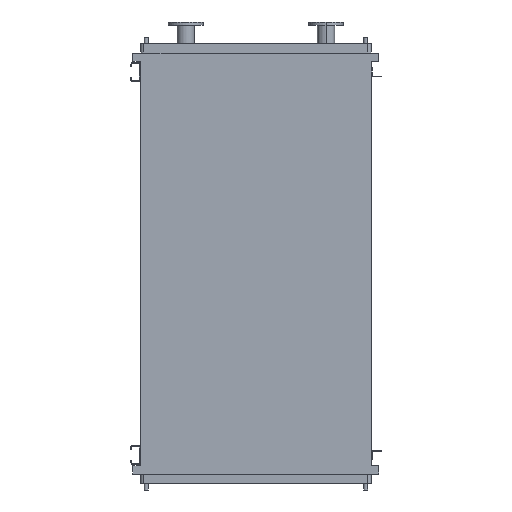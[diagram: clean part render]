
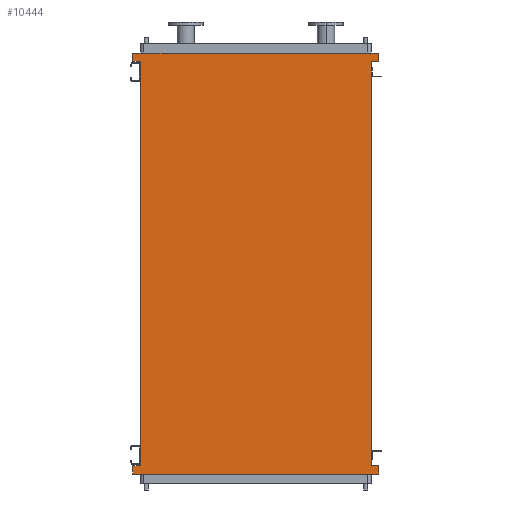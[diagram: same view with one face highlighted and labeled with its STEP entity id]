
A CAD part, front view. The second image highlights one B-rep face of the part: STEP entity #10444.
In plain terms, the highlighted planar face has unit normal (0, -1, 0).
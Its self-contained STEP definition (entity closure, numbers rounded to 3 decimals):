
#173 = LINE ( 'NONE', #2435, #8395 ) ;
#218 = ORIENTED_EDGE ( 'NONE', *, *, #7169, .F. ) ;
#248 = CARTESIAN_POINT ( 'NONE',  ( 771., 0., 43. ) ) ;
#418 = VERTEX_POINT ( 'NONE', #5373 ) ;
#522 = CARTESIAN_POINT ( 'NONE',  ( 725., 0., 43. ) ) ;
#1150 = VECTOR ( 'NONE', #8100, 1000. ) ;
#1174 = VECTOR ( 'NONE', #5677, 1000. ) ;
#1434 = DIRECTION ( 'NONE',  ( 0., -1., 0. ) ) ;
#1462 = ORIENTED_EDGE ( 'NONE', *, *, #3229, .F. ) ;
#1629 = VERTEX_POINT ( 'NONE', #248 ) ;
#2036 = ORIENTED_EDGE ( 'NONE', *, *, #4112, .F. ) ;
#2107 = VECTOR ( 'NONE', #10134, 1000. ) ;
#2277 = DIRECTION ( 'NONE',  ( 1., 0., 0. ) ) ;
#2386 = VECTOR ( 'NONE', #6674, 1000. ) ;
#2435 = CARTESIAN_POINT ( 'NONE',  ( 771., 0., 43. ) ) ;
#2662 = CARTESIAN_POINT ( 'NONE',  ( 771., 0., 95. ) ) ;
#2843 = DIRECTION ( 'NONE',  ( -1., 0., 0. ) ) ;
#2999 = CARTESIAN_POINT ( 'NONE',  ( -771., 0., 95. ) ) ;
#3120 = VECTOR ( 'NONE', #8642, 1000. ) ;
#3181 = DIRECTION ( 'NONE',  ( 0., 0., -1. ) ) ;
#3229 = EDGE_CURVE ( 'NONE', #7521, #5798, #10409, .T. ) ;
#3325 = CARTESIAN_POINT ( 'NONE',  ( 725., 0., -2450. ) ) ;
#3381 = EDGE_CURVE ( 'NONE', #1629, #6013, #9795, .T. ) ;
#3660 = VECTOR ( 'NONE', #6244, 1000. ) ;
#3666 = VECTOR ( 'NONE', #7074, 1000. ) ;
#4032 = VECTOR ( 'NONE', #2843, 1000. ) ;
#4040 = LINE ( 'NONE', #5731, #2386 ) ;
#4112 = EDGE_CURVE ( 'NONE', #5120, #8607, #7797, .T. ) ;
#4509 = CARTESIAN_POINT ( 'NONE',  ( 771., 0., -2545. ) ) ;
#4672 = ORIENTED_EDGE ( 'NONE', *, *, #6420, .F. ) ;
#4743 = EDGE_CURVE ( 'NONE', #10641, #7521, #6064, .T. ) ;
#4881 = CARTESIAN_POINT ( 'NONE',  ( -771., 0., -2493. ) ) ;
#4884 = CARTESIAN_POINT ( 'NONE',  ( -725., 0., -2450. ) ) ;
#5039 = EDGE_CURVE ( 'NONE', #9441, #10641, #9883, .T. ) ;
#5070 = EDGE_CURVE ( 'NONE', #6581, #8273, #4040, .T. ) ;
#5120 = VERTEX_POINT ( 'NONE', #4881 ) ;
#5133 = CARTESIAN_POINT ( 'NONE',  ( -771., 0., 43. ) ) ;
#5347 = CARTESIAN_POINT ( 'NONE',  ( 771., 0., 95. ) ) ;
#5373 = CARTESIAN_POINT ( 'NONE',  ( 725., 0., -2493. ) ) ;
#5398 = EDGE_CURVE ( 'NONE', #6465, #5120, #8084, .T. ) ;
#5419 = ORIENTED_EDGE ( 'NONE', *, *, #10937, .T. ) ;
#5451 = ORIENTED_EDGE ( 'NONE', *, *, #3381, .F. ) ;
#5609 = DIRECTION ( 'NONE',  ( -1., 0., 0. ) ) ;
#5677 = DIRECTION ( 'NONE',  ( 0., 0., 1. ) ) ;
#5731 = CARTESIAN_POINT ( 'NONE',  ( 771., 0., -2493. ) ) ;
#5780 = CARTESIAN_POINT ( 'NONE',  ( -771., 0., -2545. ) ) ;
#5798 = VERTEX_POINT ( 'NONE', #2662 ) ;
#5906 = EDGE_CURVE ( 'NONE', #8273, #6465, #7227, .T. ) ;
#6013 = VERTEX_POINT ( 'NONE', #522 ) ;
#6064 = LINE ( 'NONE', #6172, #3120 ) ;
#6172 = CARTESIAN_POINT ( 'NONE',  ( -771., 0., 95. ) ) ;
#6209 = VECTOR ( 'NONE', #2277, 1000. ) ;
#6224 = EDGE_LOOP ( 'NONE', ( #5419, #5451, #11079, #1462, #7483, #10223, #4672, #2036, #9715, #7660, #8737, #218 ) ) ;
#6229 = CARTESIAN_POINT ( 'NONE',  ( 771., 0., -2493. ) ) ;
#6244 = DIRECTION ( 'NONE',  ( 1., 0., 0. ) ) ;
#6420 = EDGE_CURVE ( 'NONE', #8607, #9441, #7371, .T. ) ;
#6435 = AXIS2_PLACEMENT_3D ( 'NONE', #9822, #1434, #3181 ) ;
#6465 = VERTEX_POINT ( 'NONE', #5780 ) ;
#6552 = FACE_OUTER_BOUND ( 'NONE', #6224, .T. ) ;
#6581 = VERTEX_POINT ( 'NONE', #6229 ) ;
#6648 = LINE ( 'NONE', #7286, #6209 ) ;
#6668 = CARTESIAN_POINT ( 'NONE',  ( -725., 0., 43. ) ) ;
#6674 = DIRECTION ( 'NONE',  ( 0., 0., -1. ) ) ;
#6775 = DIRECTION ( 'NONE',  ( 1., 0., 0. ) ) ;
#7074 = DIRECTION ( 'NONE',  ( 0., 0., 1. ) ) ;
#7169 = EDGE_CURVE ( 'NONE', #418, #6581, #6648, .T. ) ;
#7227 = LINE ( 'NONE', #8851, #4032 ) ;
#7286 = CARTESIAN_POINT ( 'NONE',  ( 725., 0., -2493. ) ) ;
#7371 = LINE ( 'NONE', #4884, #1174 ) ;
#7483 = ORIENTED_EDGE ( 'NONE', *, *, #4743, .F. ) ;
#7510 = DIRECTION ( 'NONE',  ( 0., 0., -1. ) ) ;
#7521 = VERTEX_POINT ( 'NONE', #2999 ) ;
#7660 = ORIENTED_EDGE ( 'NONE', *, *, #5906, .F. ) ;
#7797 = LINE ( 'NONE', #9419, #10290 ) ;
#8084 = LINE ( 'NONE', #8868, #3666 ) ;
#8100 = DIRECTION ( 'NONE',  ( -1., 0., 0. ) ) ;
#8273 = VERTEX_POINT ( 'NONE', #4509 ) ;
#8395 = VECTOR ( 'NONE', #7510, 1000. ) ;
#8436 = CARTESIAN_POINT ( 'NONE',  ( -725., 0., -2493. ) ) ;
#8607 = VERTEX_POINT ( 'NONE', #8436 ) ;
#8642 = DIRECTION ( 'NONE',  ( 0., 0., 1. ) ) ;
#8737 = ORIENTED_EDGE ( 'NONE', *, *, #5070, .F. ) ;
#8851 = CARTESIAN_POINT ( 'NONE',  ( 771., 0., -2545. ) ) ;
#8868 = CARTESIAN_POINT ( 'NONE',  ( -771., 0., -2545. ) ) ;
#9419 = CARTESIAN_POINT ( 'NONE',  ( -771., 0., -2493. ) ) ;
#9441 = VERTEX_POINT ( 'NONE', #6668 ) ;
#9715 = ORIENTED_EDGE ( 'NONE', *, *, #5398, .F. ) ;
#9795 = LINE ( 'NONE', #10583, #1150 ) ;
#9822 = CARTESIAN_POINT ( 'NONE',  ( -725., 0., -2450. ) ) ;
#9827 = EDGE_CURVE ( 'NONE', #5798, #1629, #173, .T. ) ;
#9883 = LINE ( 'NONE', #10572, #10843 ) ;
#10134 = DIRECTION ( 'NONE',  ( 0., 0., 1. ) ) ;
#10223 = ORIENTED_EDGE ( 'NONE', *, *, #5039, .F. ) ;
#10290 = VECTOR ( 'NONE', #6775, 1000. ) ;
#10409 = LINE ( 'NONE', #5347, #3660 ) ;
#10444 = ADVANCED_FACE ( 'NONE', ( #6552 ), #10774, .T. ) ;
#10572 = CARTESIAN_POINT ( 'NONE',  ( -771., 0., 43. ) ) ;
#10583 = CARTESIAN_POINT ( 'NONE',  ( 725., 0., 43. ) ) ;
#10641 = VERTEX_POINT ( 'NONE', #5133 ) ;
#10774 = PLANE ( 'NONE',  #6435 ) ;
#10843 = VECTOR ( 'NONE', #5609, 1000. ) ;
#10937 = EDGE_CURVE ( 'NONE', #418, #6013, #11136, .T. ) ;
#11079 = ORIENTED_EDGE ( 'NONE', *, *, #9827, .F. ) ;
#11136 = LINE ( 'NONE', #3325, #2107 ) ;
